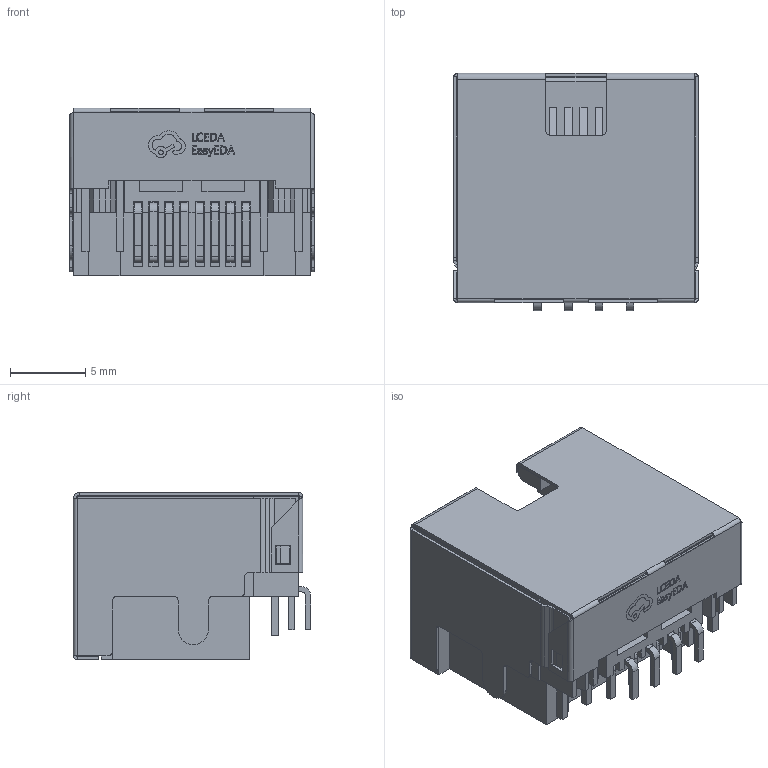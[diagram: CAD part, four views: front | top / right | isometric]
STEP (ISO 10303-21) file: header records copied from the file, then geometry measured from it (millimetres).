
FILE_DESCRIPTION((''),'2;1');
FILE_NAME('RJ45-TH_RC01835_ASM','2022-11-18T15:43:35',('win'),(''),'CREO PARAMETRIC BY PTC INC, 2020033','CREO PARAMETRIC BY PTC INC, 2020033','');
FILE_SCHEMA(('AUTOMOTIVE_DESIGN { 1 0 10303 214 1 1 1 1 }'));
Length unit declared in the file: millimetre
Products named in the file (3): PRT0003; PRT0002; RJ45-TH_RC01835_ASM
Assembly tree (2 placements, depth 2):
  RJ45-TH_RC01835_ASM
    PRT0003
    PRT0002
Bounding box: 16.2 x 15.72 x 11.1 mm (x, y, z)
Volume: 1174.2 mm3; surface area: 3378.6 mm2
Topology: 4 solids, 4 shells, 799 faces, 2130 edges, 1372 vertices
Faces by surface type: plane 576, cylinder 140, extrusion 73, sphere 8, bspline 2
Entity records: 31120 total; most frequent: CARTESIAN_POINT 5286, ORIENTED_EDGE 4260, DIRECTION 3795, EDGE_CURVE 2130, VECTOR 1769, LINE 1696, VERTEX_POINT 1372, AXIS2_PLACEMENT_3D 1013
